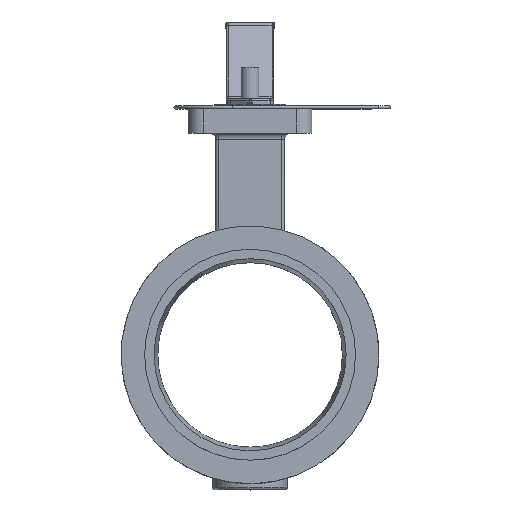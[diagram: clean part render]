
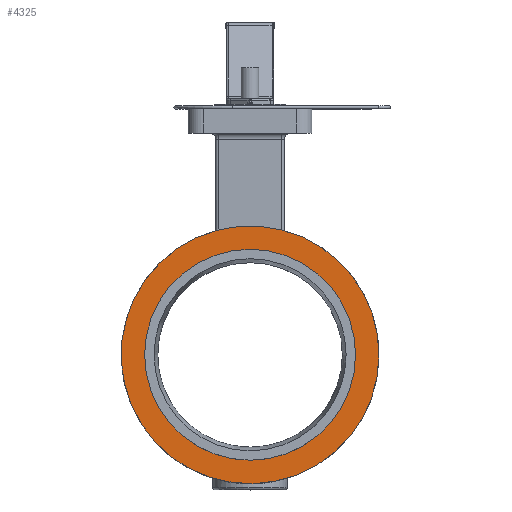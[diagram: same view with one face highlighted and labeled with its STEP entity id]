
A CAD part, top view. The second image highlights one B-rep face of the part: STEP entity #4325.
In plain terms, the highlighted planar face has unit normal (0, 0, 1).
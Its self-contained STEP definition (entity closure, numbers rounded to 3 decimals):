
#1869 = EDGE_LOOP ( 'NONE', ( #7889 ) ) ;
#2051 = AXIS2_PLACEMENT_3D ( 'NONE', #15940, #8225, #10930 ) ;
#2235 = DIRECTION ( 'NONE',  ( 1., 0., 0. ) ) ;
#2657 = VERTEX_POINT ( 'NONE', #13965 ) ;
#2960 = FACE_BOUND ( 'NONE', #3019, .T. ) ;
#3019 = EDGE_LOOP ( 'NONE', ( #14124 ) ) ;
#3491 = VERTEX_POINT ( 'NONE', #6247 ) ;
#3537 = CIRCLE ( 'NONE', #15290, 69.85 ) ;
#4325 = ADVANCED_FACE ( 'NONE', ( #7577, #2960 ), #7116, .T. ) ;
#4634 = CARTESIAN_POINT ( 'NONE',  ( 0., 69.85, 41.148 ) ) ;
#4938 = EDGE_CURVE ( 'NONE', #2657, #2657, #3537, .T. ) ;
#6247 = CARTESIAN_POINT ( 'NONE',  ( 55.042, 0., 41.148 ) ) ;
#7071 = AXIS2_PLACEMENT_3D ( 'NONE', #4634, #16159, #13651 ) ;
#7116 = PLANE ( 'NONE',  #7071 ) ;
#7577 = FACE_OUTER_BOUND ( 'NONE', #1869, .T. ) ;
#7889 = ORIENTED_EDGE ( 'NONE', *, *, #4938, .F. ) ;
#8225 = DIRECTION ( 'NONE',  ( 0., 0., -1. ) ) ;
#10930 = DIRECTION ( 'NONE',  ( 1., 0., 0. ) ) ;
#13651 = DIRECTION ( 'NONE',  ( 1., 0., 0. ) ) ;
#13965 = CARTESIAN_POINT ( 'NONE',  ( 69.85, 0., 41.148 ) ) ;
#14124 = ORIENTED_EDGE ( 'NONE', *, *, #15266, .T. ) ;
#14888 = CIRCLE ( 'NONE', #2051, 55.042 ) ;
#14940 = DIRECTION ( 'NONE',  ( 0., 0., -1. ) ) ;
#15266 = EDGE_CURVE ( 'NONE', #3491, #3491, #14888, .T. ) ;
#15290 = AXIS2_PLACEMENT_3D ( 'NONE', #16241, #14940, #2235 ) ;
#15940 = CARTESIAN_POINT ( 'NONE',  ( 0., 0., 41.148 ) ) ;
#16159 = DIRECTION ( 'NONE',  ( 0., 0., 1. ) ) ;
#16241 = CARTESIAN_POINT ( 'NONE',  ( 0., 0., 41.148 ) ) ;
